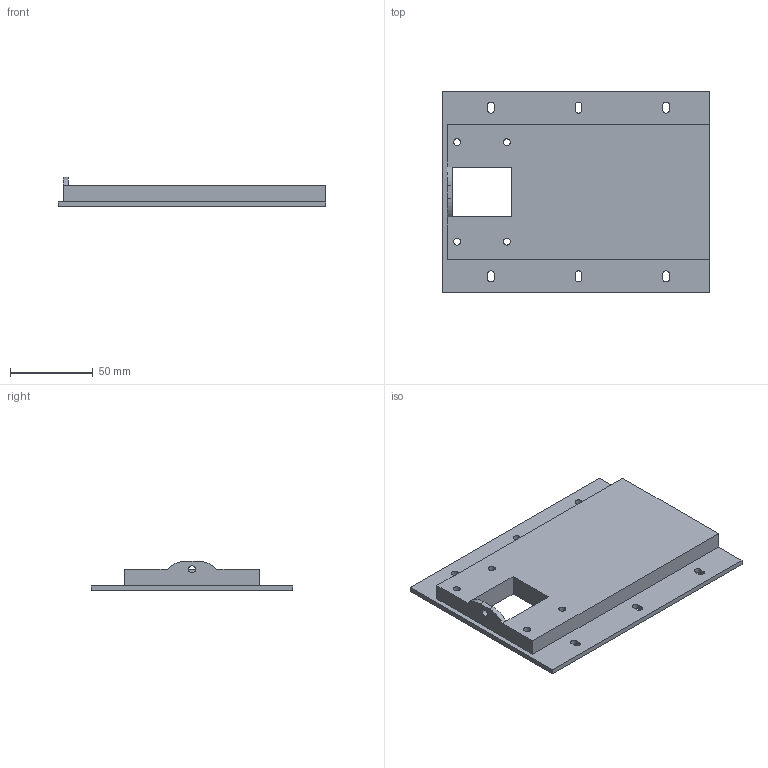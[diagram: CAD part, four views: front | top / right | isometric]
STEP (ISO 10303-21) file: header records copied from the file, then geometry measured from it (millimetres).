
FILE_DESCRIPTION(/* description */ (''),/* implementation_level */ '2;1');
FILE_NAME(/* name */ 'Back Cover v3.stp',/* time_stamp */ '2020-12-05T17:48:54+01:00',/* author */ (''),/* organization */ (''),/* preprocessor_version */ 'ST-DEVELOPER v18.1',/* originating_system */ 'Autodesk Translation Framework v9.3.0.1241',/* authorisation */ '');
FILE_SCHEMA (('AUTOMOTIVE_DESIGN { 1 0 10303 214 3 1 1 }'));
Length unit declared in the file: millimetre
Products named in the file (1): Back Cover
Bounding box: 161.5 x 121.8 x 17.9 mm (x, y, z)
Volume: 172588.6 mm3; surface area: 46199 mm2
Topology: 1 solids, 1 shells, 46 faces, 133 edges, 88 vertices
Faces by surface type: plane 27, cylinder 19
Full cylindrical faces by diameter (mm): 4.2 x5
Entity records: 1607 total; most frequent: CARTESIAN_POINT 268, ORIENTED_EDGE 266, DIRECTION 265, EDGE_CURVE 133, LINE 95, VECTOR 95, VERTEX_POINT 88, AXIS2_PLACEMENT_3D 85
